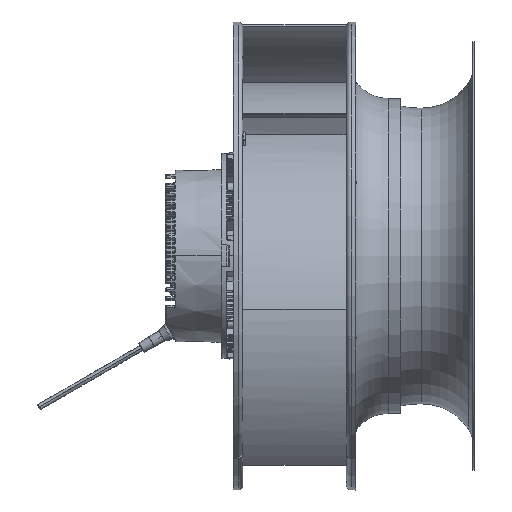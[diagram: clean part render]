
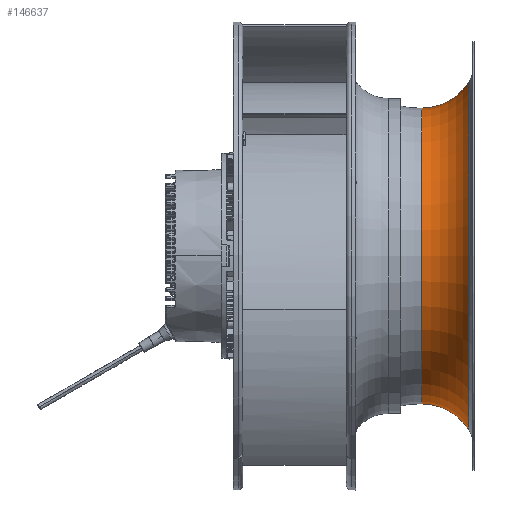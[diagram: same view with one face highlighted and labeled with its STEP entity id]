
A CAD part, top view. The second image highlights one B-rep face of the part: STEP entity #146637.
In plain terms, the highlighted toroidal (fillet/blend) face has major radius 176.146 mm and minor radius 48.5 mm.
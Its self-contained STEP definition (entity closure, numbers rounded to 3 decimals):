
#146246=CARTESIAN_POINT('',(176.146,-45.55,
0.));
#146247=DIRECTION('',(0.,0.,1.));
#146248=DIRECTION('',(-0.541,0.841,0.));
#146249=AXIS2_PLACEMENT_3D('',#146246,#146247,#146248);
#146251=CARTESIAN_POINT('',(0.,-45.55,0.));
#146252=DIRECTION('',(0.,-1.,0.));
#146253=DIRECTION('',(1.,0.,0.));
#146254=AXIS2_PLACEMENT_3D('',#146251,#146252,#146253);
#146256=CARTESIAN_POINT('',(-176.146,-45.55,0.));
#146257=DIRECTION('',(0.,0.,-1.));
#146258=DIRECTION('',(0.541,0.841,0.));
#146259=AXIS2_PLACEMENT_3D('',#146256,#146257,#146258);
#146276=CARTESIAN_POINT('',(0.,-4.758,0.));
#146277=DIRECTION('',(0.,-1.,0.));
#146278=DIRECTION('',(1.,0.,0.));
#146279=AXIS2_PLACEMENT_3D('',#146276,#146277,#146278);
#146377=CARTESIAN_POINT('',(127.646,-45.55,
0.));
#146378=VERTEX_POINT('',#146377);
#146379=CARTESIAN_POINT('',(-127.646,-45.55,0.));
#146380=VERTEX_POINT('',#146379);
#146381=CARTESIAN_POINT('',(-149.911,-4.758,0.));
#146382=VERTEX_POINT('',#146381);
#146383=CARTESIAN_POINT('',(149.911,-4.758,
0.));
#146384=VERTEX_POINT('',#146383);
#146623=CARTESIAN_POINT('',(0.,-45.55,0.));
#146624=DIRECTION('',(0.,-1.,0.));
#146625=DIRECTION('',(-1.,0.,0.));
#146626=AXIS2_PLACEMENT_3D('',#146623,#146624,#146625);
#146627=TOROIDAL_SURFACE('',#146626,176.146,48.5);
#146629=ORIENTED_EDGE('',*,*,#146628,.F.);
#146631=ORIENTED_EDGE('',*,*,#146630,.F.);
#146633=ORIENTED_EDGE('',*,*,#146632,.T.);
#146634=ORIENTED_EDGE('',*,*,#146617,.T.);
#146635=EDGE_LOOP('',(#146629,#146631,#146633,#146634));
#146636=FACE_OUTER_BOUND('',#146635,.F.);
#146637=ADVANCED_FACE('',(#146636),#146627,.F.);
#146250=CIRCLE('',#146249,48.5);
#146255=CIRCLE('',#146254,127.646);
#146260=CIRCLE('',#146259,48.5);
#146280=CIRCLE('',#146279,149.911);
#146617=EDGE_CURVE('',#146378,#146380,#146255,.T.);
#146628=EDGE_CURVE('',#146382,#146380,#146260,.T.);
#146630=EDGE_CURVE('',#146384,#146382,#146280,.T.);
#146632=EDGE_CURVE('',#146384,#146378,#146250,.T.);
